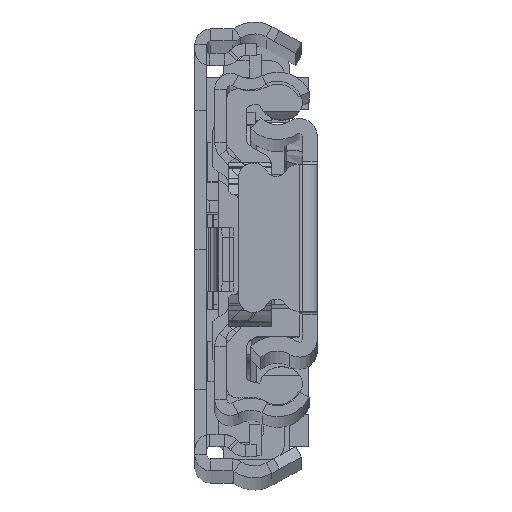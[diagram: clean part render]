
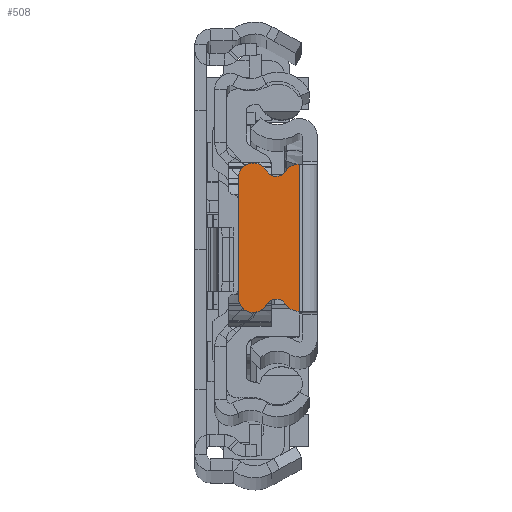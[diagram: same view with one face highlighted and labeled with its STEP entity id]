
A CAD part, top view. The second image highlights one B-rep face of the part: STEP entity #508.
In plain terms, the highlighted planar face has unit normal (0, 0, 1).
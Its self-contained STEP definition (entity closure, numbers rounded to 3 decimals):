
#150 = DIRECTION ( 'NONE',  ( 0., 0., 1. ) ) ;
#481 = CARTESIAN_POINT ( 'NONE',  ( 692.771, 0., 0. ) ) ;
#508 = ADVANCED_FACE ( 'NONE', ( #16373 ), #13433, .T. ) ;
#567 = DIRECTION ( 'NONE',  ( 0., 0., 1. ) ) ;
#1534 = EDGE_CURVE ( 'NONE', #28531, #26439, #6106, .T. ) ;
#1681 = CIRCLE ( 'NONE', #34015, 1.5 ) ;
#2080 = ORIENTED_EDGE ( 'NONE', *, *, #34349, .T. ) ;
#2240 = VECTOR ( 'NONE', #33911, 1000. ) ;
#3053 = VECTOR ( 'NONE', #27399, 1000. ) ;
#3218 = VERTEX_POINT ( 'NONE', #26992 ) ;
#3404 = EDGE_CURVE ( 'NONE', #17023, #18749, #10291, .T. ) ;
#3548 = DIRECTION ( 'NONE',  ( 0., 0., 1. ) ) ;
#4271 = CARTESIAN_POINT ( 'NONE',  ( -1.929, -7.37, 0. ) ) ;
#4864 = DIRECTION ( 'NONE',  ( 0., 0., -1. ) ) ;
#5030 = AXIS2_PLACEMENT_3D ( 'NONE', #481, #150, #26980 ) ;
#5422 = ORIENTED_EDGE ( 'NONE', *, *, #9504, .T. ) ;
#5483 = EDGE_LOOP ( 'NONE', ( #23404, #31738, #5422, #33263, #2080, #28900, #28253, #23828, #15199, #22894 ) ) ;
#5594 = CARTESIAN_POINT ( 'NONE',  ( -5.109, 6.713, 0. ) ) ;
#6010 = EDGE_CURVE ( 'NONE', #3218, #28531, #24184, .T. ) ;
#6106 = CIRCLE ( 'NONE', #10608, 1.5 ) ;
#6286 = VERTEX_POINT ( 'NONE', #22364 ) ;
#6347 = EDGE_CURVE ( 'NONE', #32516, #3218, #18094, .T. ) ;
#6499 = CARTESIAN_POINT ( 'NONE',  ( -1.929, 5.87, 0. ) ) ;
#6750 = DIRECTION ( 'NONE',  ( -1., 0., 0. ) ) ;
#6854 = VERTEX_POINT ( 'NONE', #9788 ) ;
#8326 = CARTESIAN_POINT ( 'NONE',  ( -4.142, 7.236, 0. ) ) ;
#8746 = CARTESIAN_POINT ( 'NONE',  ( -7.929, -6., 0. ) ) ;
#9097 = DIRECTION ( 'NONE',  ( 0., -1., 0. ) ) ;
#9504 = EDGE_CURVE ( 'NONE', #17023, #6854, #1681, .T. ) ;
#9749 = DIRECTION ( 'NONE',  ( 1., 0., 0. ) ) ;
#9788 = CARTESIAN_POINT ( 'NONE',  ( -3.206, 6.658, 0. ) ) ;
#10291 = LINE ( 'NONE', #22798, #25208 ) ;
#10608 = AXIS2_PLACEMENT_3D ( 'NONE', #27413, #3548, #14194 ) ;
#11138 = DIRECTION ( 'NONE',  ( 1., 0., 0. ) ) ;
#11915 = CIRCLE ( 'NONE', #18604, 1.1 ) ;
#13433 = PLANE ( 'NONE',  #5030 ) ;
#13614 = AXIS2_PLACEMENT_3D ( 'NONE', #23166, #4864, #6750 ) ;
#14194 = DIRECTION ( 'NONE',  ( 1., 0., 0. ) ) ;
#14196 = AXIS2_PLACEMENT_3D ( 'NONE', #19757, #17157, #22200 ) ;
#14701 = CARTESIAN_POINT ( 'NONE',  ( -1.75, 0., 0. ) ) ;
#15199 = ORIENTED_EDGE ( 'NONE', *, *, #1534, .T. ) ;
#16233 = CARTESIAN_POINT ( 'NONE',  ( -1.75, 7.37, 0. ) ) ;
#16373 = FACE_OUTER_BOUND ( 'NONE', #5483, .T. ) ;
#16626 = DIRECTION ( 'NONE',  ( -1., 0., 0. ) ) ;
#16669 = EDGE_CURVE ( 'NONE', #6854, #32734, #11915, .T. ) ;
#16772 = CARTESIAN_POINT ( 'NONE',  ( -7.929, -6., 0. ) ) ;
#17023 = VERTEX_POINT ( 'NONE', #29534 ) ;
#17157 = DIRECTION ( 'NONE',  ( 0., 0., 1. ) ) ;
#17287 = EDGE_CURVE ( 'NONE', #18749, #30301, #30179, .T. ) ;
#17440 = AXIS2_PLACEMENT_3D ( 'NONE', #18249, #20333, #21040 ) ;
#18094 = CIRCLE ( 'NONE', #14196, 1.5 ) ;
#18249 = CARTESIAN_POINT ( 'NONE',  ( -6.429, 6., 0. ) ) ;
#18604 = AXIS2_PLACEMENT_3D ( 'NONE', #8326, #19474, #11138 ) ;
#18749 = VERTEX_POINT ( 'NONE', #16233 ) ;
#19474 = DIRECTION ( 'NONE',  ( 0., 0., -1. ) ) ;
#19692 = CARTESIAN_POINT ( 'NONE',  ( -1.929, -7.37, 0. ) ) ;
#19757 = CARTESIAN_POINT ( 'NONE',  ( -6.429, -6., 0. ) ) ;
#20333 = DIRECTION ( 'NONE',  ( 0., 0., 1. ) ) ;
#21040 = DIRECTION ( 'NONE',  ( -1., 0., 0. ) ) ;
#22200 = DIRECTION ( 'NONE',  ( 1., 0., 0. ) ) ;
#22206 = EDGE_CURVE ( 'NONE', #6286, #32516, #30515, .T. ) ;
#22364 = CARTESIAN_POINT ( 'NONE',  ( -7.929, 6., 0. ) ) ;
#22798 = CARTESIAN_POINT ( 'NONE',  ( -1.929, 7.37, 0. ) ) ;
#22894 = ORIENTED_EDGE ( 'NONE', *, *, #27042, .F. ) ;
#23166 = CARTESIAN_POINT ( 'NONE',  ( -4.142, -7.236, 0. ) ) ;
#23404 = ORIENTED_EDGE ( 'NONE', *, *, #17287, .F. ) ;
#23828 = ORIENTED_EDGE ( 'NONE', *, *, #6010, .T. ) ;
#24184 = CIRCLE ( 'NONE', #13614, 1.1 ) ;
#25208 = VECTOR ( 'NONE', #9749, 1000. ) ;
#25760 = CIRCLE ( 'NONE', #17440, 1.5 ) ;
#26439 = VERTEX_POINT ( 'NONE', #19692 ) ;
#26552 = CARTESIAN_POINT ( 'NONE',  ( -3.206, -6.658, 0. ) ) ;
#26956 = VECTOR ( 'NONE', #9097, 1000. ) ;
#26980 = DIRECTION ( 'NONE',  ( 1., 0., 0. ) ) ;
#26992 = CARTESIAN_POINT ( 'NONE',  ( -5.109, -6.713, 0. ) ) ;
#27042 = EDGE_CURVE ( 'NONE', #30301, #26439, #28128, .T. ) ;
#27399 = DIRECTION ( 'NONE',  ( 0., -1., 0. ) ) ;
#27413 = CARTESIAN_POINT ( 'NONE',  ( -1.929, -5.87, 0. ) ) ;
#28128 = LINE ( 'NONE', #4271, #2240 ) ;
#28253 = ORIENTED_EDGE ( 'NONE', *, *, #6347, .T. ) ;
#28531 = VERTEX_POINT ( 'NONE', #26552 ) ;
#28900 = ORIENTED_EDGE ( 'NONE', *, *, #22206, .T. ) ;
#29534 = CARTESIAN_POINT ( 'NONE',  ( -1.929, 7.37, 0. ) ) ;
#30179 = LINE ( 'NONE', #14701, #3053 ) ;
#30301 = VERTEX_POINT ( 'NONE', #30746 ) ;
#30515 = LINE ( 'NONE', #8746, #26956 ) ;
#30746 = CARTESIAN_POINT ( 'NONE',  ( -1.75, -7.37, 0. ) ) ;
#31738 = ORIENTED_EDGE ( 'NONE', *, *, #3404, .F. ) ;
#32516 = VERTEX_POINT ( 'NONE', #16772 ) ;
#32734 = VERTEX_POINT ( 'NONE', #5594 ) ;
#33263 = ORIENTED_EDGE ( 'NONE', *, *, #16669, .T. ) ;
#33911 = DIRECTION ( 'NONE',  ( -1., 0., 0. ) ) ;
#34015 = AXIS2_PLACEMENT_3D ( 'NONE', #6499, #567, #16626 ) ;
#34349 = EDGE_CURVE ( 'NONE', #32734, #6286, #25760, .T. ) ;
